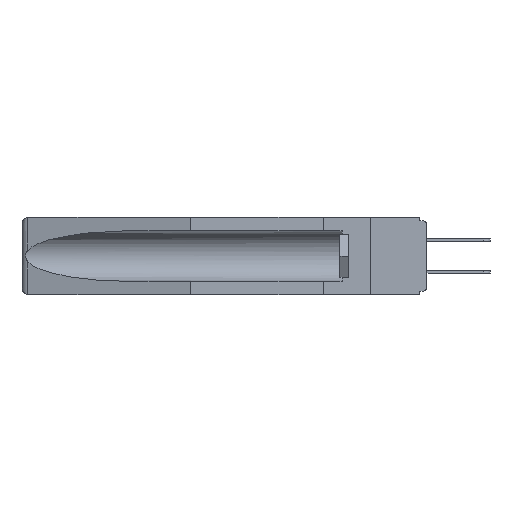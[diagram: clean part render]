
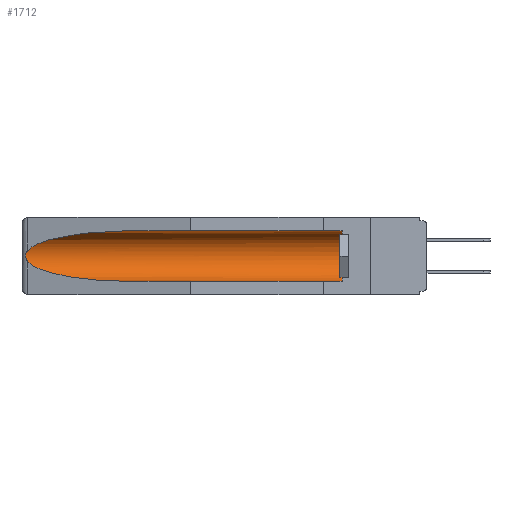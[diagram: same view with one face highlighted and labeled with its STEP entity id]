
A CAD part, left-side view. The second image highlights one B-rep face of the part: STEP entity #1712.
In plain terms, the highlighted cylindrical face has radius 2.857 mm (diameter 5.715 mm), a partial arc.
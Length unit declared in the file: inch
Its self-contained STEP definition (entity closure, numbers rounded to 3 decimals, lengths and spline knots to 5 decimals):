
#186 = ORIENTED_EDGE ( 'NONE', *, *, #13698, .T. ) ;
#934 = CARTESIAN_POINT ( 'NONE',  ( 0.155, 0.126, -0.059 ) ) ;
#1034 = DIRECTION ( 'NONE',  ( 0., -1., 0. ) ) ;
#1109 = CARTESIAN_POINT ( 'NONE',  ( 0.26537, 1.52718, -0.14972 ) ) ;
#1402 = DIRECTION ( 'NONE',  ( 0., 1., 0. ) ) ;
#1712 = ADVANCED_FACE ( 'NONE', ( #2382 ), #16905, .F. ) ;
#2382 = FACE_OUTER_BOUND ( 'NONE', #32385, .T. ) ;
#2442 = EDGE_CURVE ( 'NONE', #30188, #15284, #13577, .T. ) ;
#2723 = CARTESIAN_POINT ( 'NONE',  ( 0.26537, 1.52718, -0.19328 ) ) ;
#3303 = VERTEX_POINT ( 'NONE', #934 ) ;
#3982 = B_SPLINE_CURVE_WITH_KNOTS ( 'NONE', 3,
 ( #30956, #25837, #5157, #12617, #10137, #22906, #25533, #23222, #14985, #33133 ),
 .UNSPECIFIED., .F., .F.,
 ( 4, 2, 2, 2, 4 ),
 ( 0., 0.00029, 0.00058, 0.00087, 0.00117 ),
 .UNSPECIFIED. ) ;
#4712 = EDGE_CURVE ( 'NONE', #30188, #3303, #6993, .T. ) ;
#5157 = CARTESIAN_POINT ( 'NONE',  ( 0.26654, 1.53092, -0.15636 ) ) ;
#6993 = CIRCLE ( 'NONE', #24891, 0.1125 ) ;
#8195 = ORIENTED_EDGE ( 'NONE', *, *, #32616, .T. ) ;
#10073 = AXIS2_PLACEMENT_3D ( 'NONE', #23695, #26902, #13955 ) ;
#10137 = CARTESIAN_POINT ( 'NONE',  ( 0.2675, 1.53308, -0.16763 ) ) ;
#11388 = CARTESIAN_POINT ( 'NONE',  ( 0.155, 0.126, -0.1715 ) ) ;
#11400 =( BOUNDED_CURVE ( )  B_SPLINE_CURVE ( 3, ( #2723, #25128, #23380, #27753 ),
 .UNSPECIFIED., .F., .T. ) 
 B_SPLINE_CURVE_WITH_KNOTS ( ( 4, 4 ),
 ( 0.1948, 1.5708 ),
 .UNSPECIFIED. ) 
 CURVE ( )  GEOMETRIC_REPRESENTATION_ITEM ( )  RATIONAL_B_SPLINE_CURVE ( ( 1., 0.848, 0.848, 1. ) ) 
 REPRESENTATION_ITEM ( '' )  );
#12329 = VERTEX_POINT ( 'NONE', #31446 ) ;
#12476 = CARTESIAN_POINT ( 'NONE',  ( 0.155, 1.07973, -0.059 ) ) ;
#12617 = CARTESIAN_POINT ( 'NONE',  ( 0.2673, 1.5327, -0.16383 ) ) ;
#12808 = VECTOR ( 'NONE', #1402, 39.37008 ) ;
#12856 =( BOUNDED_CURVE ( )  B_SPLINE_CURVE ( 3, ( #12476, #22868, #17575, #30721 ),
 .UNSPECIFIED., .F., .F. ) 
 B_SPLINE_CURVE_WITH_KNOTS ( ( 4, 4 ),
 ( 4.71239, 6.08839 ),
 .UNSPECIFIED. ) 
 CURVE ( )  GEOMETRIC_REPRESENTATION_ITEM ( )  RATIONAL_B_SPLINE_CURVE ( ( 1., 0.848, 0.848, 1. ) ) 
 REPRESENTATION_ITEM ( '' )  );
#13577 = LINE ( 'NONE', #13669, #13991 ) ;
#13669 = CARTESIAN_POINT ( 'NONE',  ( 0.155, -0.30754, -0.284 ) ) ;
#13698 = EDGE_CURVE ( 'NONE', #12329, #28454, #12856, .T. ) ;
#13955 = DIRECTION ( 'NONE',  ( 0., 0., 1. ) ) ;
#13991 = VECTOR ( 'NONE', #18923, 39.37008 ) ;
#14985 = CARTESIAN_POINT ( 'NONE',  ( 0.26597, 1.5296, -0.19026 ) ) ;
#15284 = VERTEX_POINT ( 'NONE', #17308 ) ;
#16460 = ORIENTED_EDGE ( 'NONE', *, *, #28062, .T. ) ;
#16905 = CYLINDRICAL_SURFACE ( 'NONE', #10073, 0.1125 ) ;
#17308 = CARTESIAN_POINT ( 'NONE',  ( 0.155, 1.07973, -0.284 ) ) ;
#17575 = CARTESIAN_POINT ( 'NONE',  ( 0.25451, 1.48313, -0.09465 ) ) ;
#17704 = LINE ( 'NONE', #26698, #12808 ) ;
#18923 = DIRECTION ( 'NONE',  ( 0., 1., 0. ) ) ;
#19442 = ORIENTED_EDGE ( 'NONE', *, *, #2442, .F. ) ;
#21933 = VERTEX_POINT ( 'NONE', #31902 ) ;
#22868 = CARTESIAN_POINT ( 'NONE',  ( 0.21114, 1.30732, -0.059 ) ) ;
#22906 = CARTESIAN_POINT ( 'NONE',  ( 0.2675, 1.53308, -0.17534 ) ) ;
#23222 = CARTESIAN_POINT ( 'NONE',  ( 0.26655, 1.53094, -0.18657 ) ) ;
#23380 = CARTESIAN_POINT ( 'NONE',  ( 0.21114, 1.30732, -0.284 ) ) ;
#23695 = CARTESIAN_POINT ( 'NONE',  ( 0.155, -0.30754, -0.1715 ) ) ;
#24891 = AXIS2_PLACEMENT_3D ( 'NONE', #11388, #1034, #26567 ) ;
#25128 = CARTESIAN_POINT ( 'NONE',  ( 0.25451, 1.48313, -0.24835 ) ) ;
#25533 = CARTESIAN_POINT ( 'NONE',  ( 0.2673, 1.53269, -0.17917 ) ) ;
#25837 = CARTESIAN_POINT ( 'NONE',  ( 0.26597, 1.52961, -0.15275 ) ) ;
#26221 = ORIENTED_EDGE ( 'NONE', *, *, #33535, .T. ) ;
#26567 = DIRECTION ( 'NONE',  ( 0., 0., 1. ) ) ;
#26698 = CARTESIAN_POINT ( 'NONE',  ( 0.155, -0.30754, -0.059 ) ) ;
#26902 = DIRECTION ( 'NONE',  ( 0., 1., 0. ) ) ;
#27753 = CARTESIAN_POINT ( 'NONE',  ( 0.155, 1.07973, -0.284 ) ) ;
#27938 = CARTESIAN_POINT ( 'NONE',  ( 0.155, 0.126, -0.284 ) ) ;
#28062 = EDGE_CURVE ( 'NONE', #3303, #12329, #17704, .T. ) ;
#28454 = VERTEX_POINT ( 'NONE', #1109 ) ;
#30188 = VERTEX_POINT ( 'NONE', #27938 ) ;
#30721 = CARTESIAN_POINT ( 'NONE',  ( 0.26537, 1.52718, -0.14972 ) ) ;
#30956 = CARTESIAN_POINT ( 'NONE',  ( 0.26537, 1.52718, -0.14972 ) ) ;
#31446 = CARTESIAN_POINT ( 'NONE',  ( 0.155, 1.07973, -0.059 ) ) ;
#31902 = CARTESIAN_POINT ( 'NONE',  ( 0.26537, 1.52718, -0.19328 ) ) ;
#32385 = EDGE_LOOP ( 'NONE', ( #186, #26221, #8195, #19442, #33518, #16460 ) ) ;
#32616 = EDGE_CURVE ( 'NONE', #21933, #15284, #11400, .T. ) ;
#33133 = CARTESIAN_POINT ( 'NONE',  ( 0.26537, 1.52718, -0.19328 ) ) ;
#33518 = ORIENTED_EDGE ( 'NONE', *, *, #4712, .T. ) ;
#33535 = EDGE_CURVE ( 'NONE', #28454, #21933, #3982, .T. ) ;
